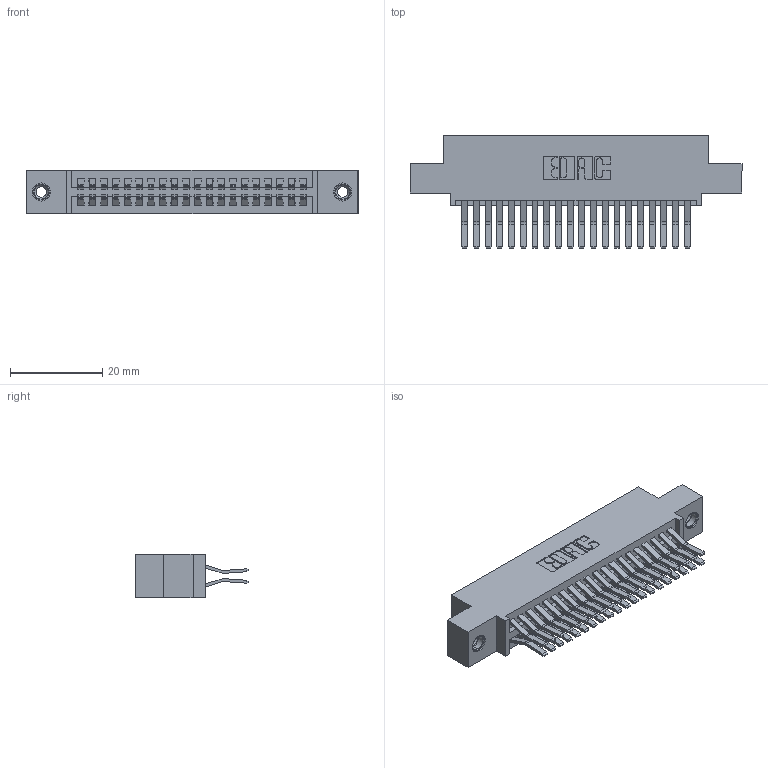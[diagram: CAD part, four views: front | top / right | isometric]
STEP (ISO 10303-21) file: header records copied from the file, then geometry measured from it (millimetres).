
FILE_DESCRIPTION (( 'STEP AP203' ), '1' );
FILE_NAME ('395-040-560-508.STEP', '2018-11-15T00:43:40', ( '' ), ( '' ), 'SwSTEP 2.0', 'SolidWorks 2016', '' );
FILE_SCHEMA (( 'CONFIG_CONTROL_DESIGN' ));
Length unit declared in the file: inch
Products named in the file (4): 395-040-560-508; 345-292-001_560 Tail; 345-250-001_345-250-003-102; 345 Part_0.110 Offset - 0.156 Dia-TI
Assembly tree (43 placements, depth 2):
  395-040-560-508
    345 Part_0.110 Offset - 0.156 Dia-TI
    345-292-001_560 Tail  x40
    345-250-001_345-250-003-102  x2
Bounding box: 72.01 x 24.45 x 9.4 mm (x, y, z)
Volume: 6973.1 mm3; surface area: 10661.9 mm2
Topology: 43 solids, 43 shells, 2270 faces, 6689 edges, 4398 vertices
Faces by surface type: plane 1436, cylinder 818, cone 12, torus 4
Entity records: 20060 total; most frequent: CARTESIAN_POINT 3367, ORIENTED_EDGE 3294, DIRECTION 3025, EDGE_CURVE 1647, VECTOR 1411, LINE 1411, VERTEX_POINT 1092, AXIS2_PLACEMENT_3D 807
